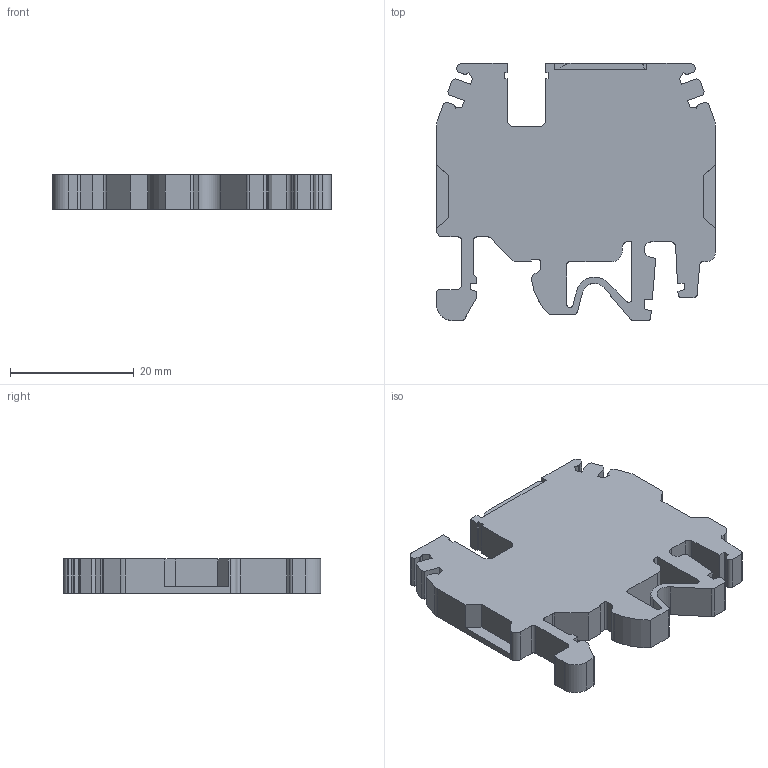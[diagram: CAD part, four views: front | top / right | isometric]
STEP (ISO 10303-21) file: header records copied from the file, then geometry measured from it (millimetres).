
FILE_DESCRIPTION(('Creo Elements/Direct Modeling STEP Export'),'2;1');
FILE_NAME('MPS.2.stp','2015-01-27T17:02:29',(''),(''),'PTC Creo Elements/Direct Modeling STEP processor for AP214 (Solid Model)','PTC Creo Elements/Direct Modeling 19.0A 04-Oct-2014 (C) Parametric Technology GmbH','');
FILE_SCHEMA(('AUTOMOTIVE_DESIGN { 1 0 10303 214 1 1 1 1 }'));
Length unit declared in the file: millimetre
Products named in the file (2): MPS.2
Assembly tree (1 placements, depth 2):
  MPS.2
    MPS.2
Bounding box: 45 x 41.5 x 5.5 mm (x, y, z)
Volume: 7581.3 mm3; surface area: 4640.5 mm2
Topology: 1 solids, 1 shells, 162 faces, 468 edges, 312 vertices
Faces by surface type: plane 118, cylinder 44
Entity records: 5334 total; most frequent: ORIENTED_EDGE 936, CARTESIAN_POINT 932, DIRECTION 865, EDGE_CURVE 468, VECTOR 375, LINE 375, VERTEX_POINT 312, AXIS2_PLACEMENT_3D 245
